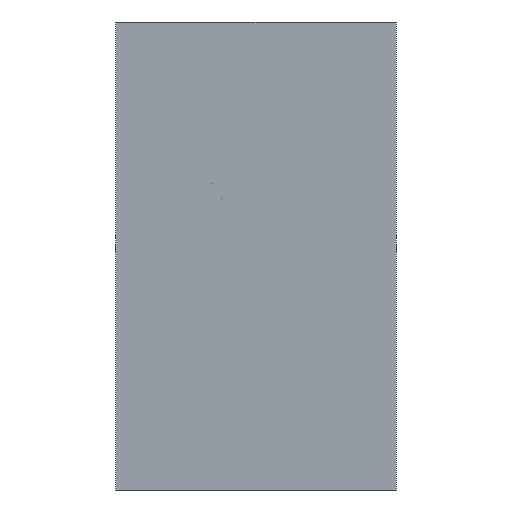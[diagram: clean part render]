
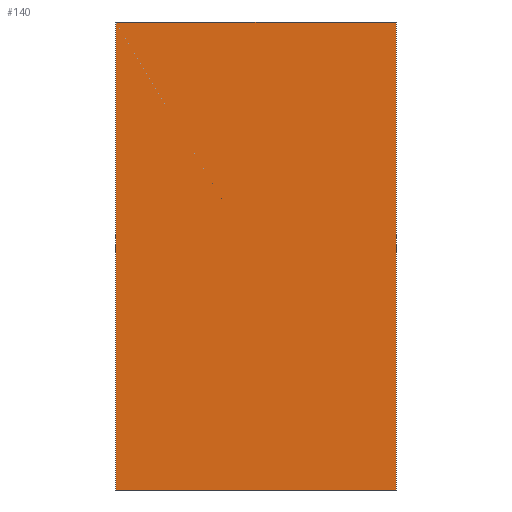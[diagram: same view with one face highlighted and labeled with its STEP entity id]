
A CAD part, left-side view. The second image highlights one B-rep face of the part: STEP entity #140.
In plain terms, the highlighted planar face has unit normal (-1, 0, 0).
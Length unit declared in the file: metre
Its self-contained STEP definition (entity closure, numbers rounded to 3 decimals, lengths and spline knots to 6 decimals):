
#15=PLANE('',#163);
#28=LINE('',#230,#44);
#30=LINE('',#234,#46);
#31=LINE('',#236,#47);
#32=LINE('',#238,#48);
#44=VECTOR('',#190,1.);
#46=VECTOR('',#194,1.);
#47=VECTOR('',#195,1.);
#48=VECTOR('',#196,1.);
#67=ORIENTED_EDGE('',*,*,#100,.F.);
#68=ORIENTED_EDGE('',*,*,#101,.F.);
#69=ORIENTED_EDGE('',*,*,#102,.T.);
#70=ORIENTED_EDGE('',*,*,#98,.T.);
#98=EDGE_CURVE('',#114,#113,#28,.T.);
#100=EDGE_CURVE('',#115,#113,#30,.T.);
#101=EDGE_CURVE('',#116,#115,#31,.T.);
#102=EDGE_CURVE('',#116,#114,#32,.T.);
#113=VERTEX_POINT('',#229);
#114=VERTEX_POINT('',#231);
#115=VERTEX_POINT('',#235);
#116=VERTEX_POINT('',#237);
#123=EDGE_LOOP('',(#67,#68,#69,#70));
#131=FACE_BOUND('',#123,.T.);
#140=ADVANCED_FACE('',(#131),#15,.T.);
#163=AXIS2_PLACEMENT_3D('',#233,#192,#193);
#190=DIRECTION('',(0.,0.,-1.));
#192=DIRECTION('',(-1.,0.,0.));
#193=DIRECTION('',(0.,0.,1.));
#194=DIRECTION('',(0.,1.,0.));
#195=DIRECTION('',(0.,0.,-1.));
#196=DIRECTION('',(0.,1.,0.));
#229=CARTESIAN_POINT('',(-0.0122,0.012,0.));
#230=CARTESIAN_POINT('',(-0.0122,0.012,0.02));
#231=CARTESIAN_POINT('',(-0.0122,0.012,0.02));
#233=CARTESIAN_POINT('',(-0.0122,0.006,0.02));
#234=CARTESIAN_POINT('',(-0.0122,0.006,0.));
#235=CARTESIAN_POINT('',(-0.0122,0.,0.));
#236=CARTESIAN_POINT('',(-0.0122,0.,0.02));
#237=CARTESIAN_POINT('',(-0.0122,0.,0.02));
#238=CARTESIAN_POINT('',(-0.0122,0.006,0.02));
